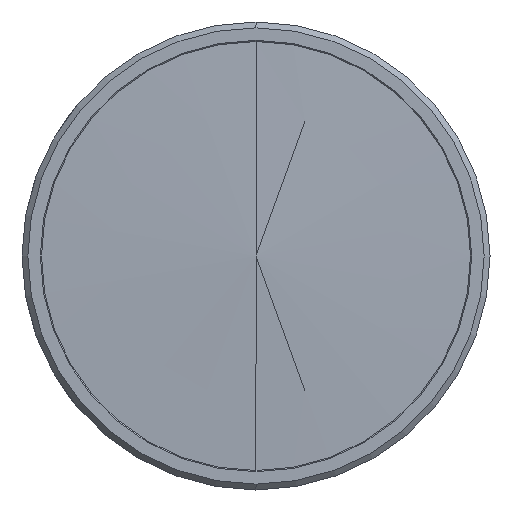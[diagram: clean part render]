
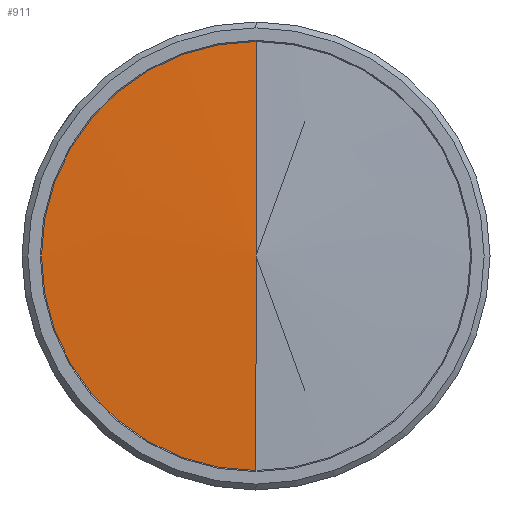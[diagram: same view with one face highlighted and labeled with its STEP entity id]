
A CAD part, left-side view. The second image highlights one B-rep face of the part: STEP entity #911.
In plain terms, the highlighted conical face has half-angle 88.104 degrees and reference radius 30210.6 mm.
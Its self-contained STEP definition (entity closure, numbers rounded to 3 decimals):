
#461 = AXIS2_PLACEMENT_3D ( 'NONE', #942, #4275, #2278 ) ;
#655 = DIRECTION ( 'NONE',  ( 0.033, 0., 0.999 ) ) ;
#754 = EDGE_CURVE ( 'NONE', #1218, #2710, #1326, .T. ) ;
#911 = ADVANCED_FACE ( 'NONE', ( #4257 ), #2151, .T. ) ;
#942 = CARTESIAN_POINT ( 'NONE',  ( 3.183, 0., 0. ) ) ;
#1088 = EDGE_LOOP ( 'NONE', ( #2356, #2914, #1195 ) ) ;
#1195 = ORIENTED_EDGE ( 'NONE', *, *, #754, .F. ) ;
#1218 = VERTEX_POINT ( 'NONE', #3816 ) ;
#1296 = CARTESIAN_POINT ( 'NONE',  ( 3.183, 0., 55. ) ) ;
#1326 = CIRCLE ( 'NONE', #461, 55. ) ;
#1526 = CARTESIAN_POINT ( 'NONE',  ( 1.362, 0., 0. ) ) ;
#1627 = CARTESIAN_POINT ( 'NONE',  ( 1.362, 0., 0. ) ) ;
#1760 = AXIS2_PLACEMENT_3D ( 'NONE', #3058, #2088, #2433 ) ;
#1795 = EDGE_CURVE ( 'NONE', #3901, #2710, #4267, .T. ) ;
#1991 = CARTESIAN_POINT ( 'NONE',  ( 1.362, 0., 0. ) ) ;
#2088 = DIRECTION ( 'NONE',  ( 1., 0., 0. ) ) ;
#2151 = CONICAL_SURFACE ( 'NONE', #1760, 30210.641, 1.538 ) ;
#2278 = DIRECTION ( 'NONE',  ( 0., 0., -1. ) ) ;
#2343 = DIRECTION ( 'NONE',  ( 0.033, 0., -0.999 ) ) ;
#2356 = ORIENTED_EDGE ( 'NONE', *, *, #2737, .F. ) ;
#2433 = DIRECTION ( 'NONE',  ( 0., 0., -1. ) ) ;
#2710 = VERTEX_POINT ( 'NONE', #1296 ) ;
#2737 = EDGE_CURVE ( 'NONE', #3901, #1218, #3786, .T. ) ;
#2840 = VECTOR ( 'NONE', #655, 1000. ) ;
#2914 = ORIENTED_EDGE ( 'NONE', *, *, #1795, .T. ) ;
#3058 = CARTESIAN_POINT ( 'NONE',  ( 1001.362, 0., 0. ) ) ;
#3637 = VECTOR ( 'NONE', #2343, 1000. ) ;
#3786 = LINE ( 'NONE', #1627, #3637 ) ;
#3816 = CARTESIAN_POINT ( 'NONE',  ( 3.183, 0., -55. ) ) ;
#3901 = VERTEX_POINT ( 'NONE', #1526 ) ;
#4257 = FACE_OUTER_BOUND ( 'NONE', #1088, .T. ) ;
#4267 = LINE ( 'NONE', #1991, #2840 ) ;
#4275 = DIRECTION ( 'NONE',  ( 1., 0., 0. ) ) ;
